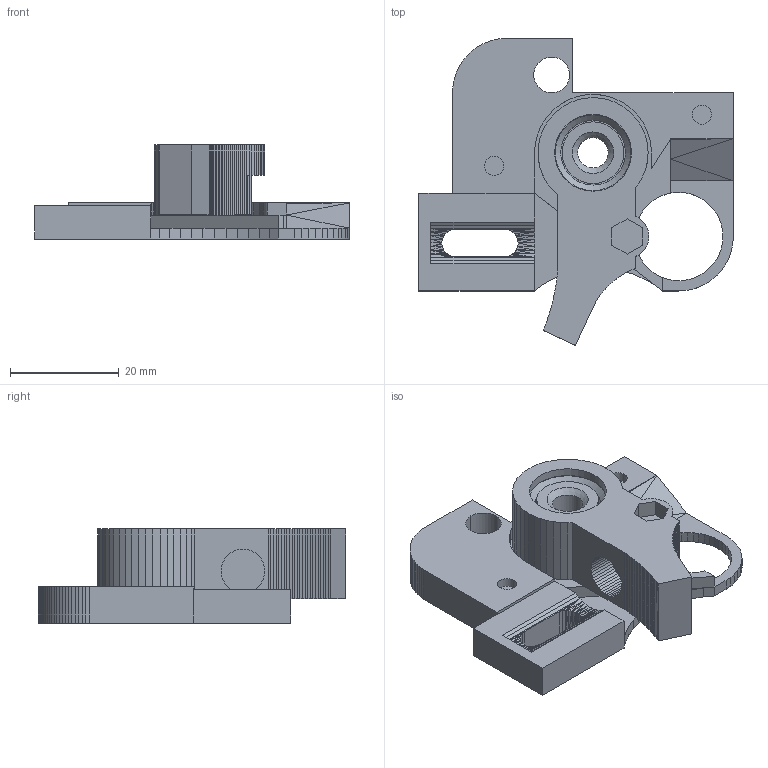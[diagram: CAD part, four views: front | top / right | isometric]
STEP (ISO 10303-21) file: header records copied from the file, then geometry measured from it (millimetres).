
FILE_DESCRIPTION(/* description */ (''),/* implementation_level */ '2;1');
FILE_NAME(/* name */ 'NSTT ARGENTO v6.step',/* time_stamp */ '2021-02-02T08:03:57-03:00',/* author */ (''),/* organization */ (''),/* preprocessor_version */ 'ST-DEVELOPER v18.1',/* originating_system */ 'Autodesk Translation Framework v9.7.1.1290',/* authorisation */ '');
FILE_SCHEMA (('AUTOMOTIVE_DESIGN { 1 0 10303 214 3 1 1 }'));
Length unit declared in the file: millimetre
Products named in the file (1): NSTT ARGENTO
Bounding box: 57.73 x 56.35 x 17.27 mm (x, y, z)
Volume: 5192.1 mm3; surface area: 9445.3 mm2
Topology: 1 solids, 14 shells, 690 faces, 1828 edges, 1158 vertices
Faces by surface type: plane 677, cylinder 10, cone 3
Full cylindrical faces by diameter (mm): 3.5 x2, 5.6 x1, 11.3 x1, 11.9 x1, 14.1 x1
Entity records: 20813 total; most frequent: CARTESIAN_POINT 3677, ORIENTED_EDGE 3674, DIRECTION 3233, EDGE_CURVE 1828, LINE 1805, VECTOR 1805, VERTEX_POINT 1158, AXIS2_PLACEMENT_3D 714
